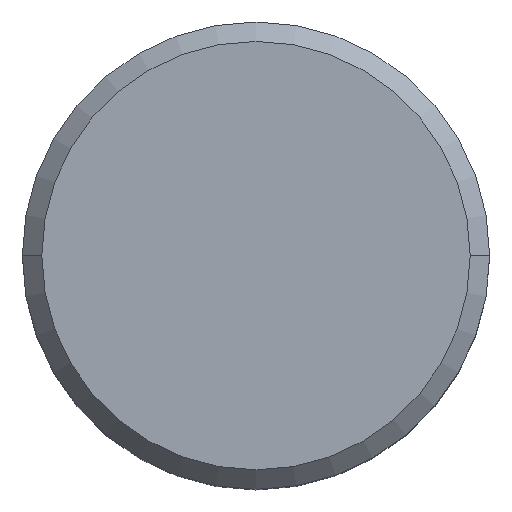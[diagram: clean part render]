
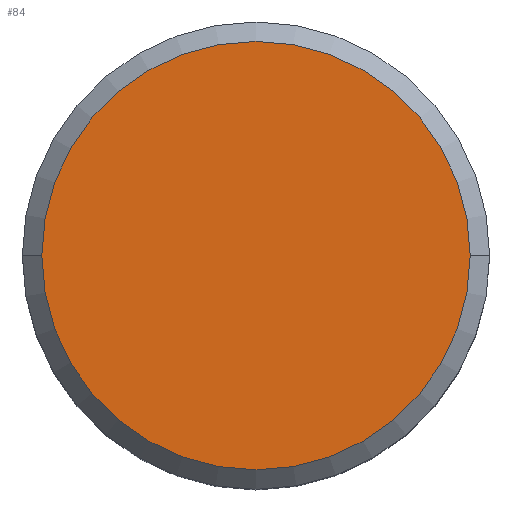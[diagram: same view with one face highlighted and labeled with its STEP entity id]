
A CAD part, top view. The second image highlights one B-rep face of the part: STEP entity #84.
In plain terms, the highlighted planar face has unit normal (0, 0, 1).
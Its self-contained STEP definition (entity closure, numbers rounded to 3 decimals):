
#17 = EDGE_LOOP ( 'NONE', ( #100, #27 ) ) ;
#27 = ORIENTED_EDGE ( 'NONE', *, *, #176, .T. ) ;
#84 = ADVANCED_FACE ( 'NONE', ( #312 ), #342, .T. ) ;
#100 = ORIENTED_EDGE ( 'NONE', *, *, #196, .T. ) ;
#115 = CARTESIAN_POINT ( 'NONE',  ( -5.5, 0., 0. ) ) ;
#117 = CARTESIAN_POINT ( 'NONE',  ( 5.5, 0., 0. ) ) ;
#154 = VERTEX_POINT ( 'NONE', #115 ) ;
#155 = VERTEX_POINT ( 'NONE', #117 ) ;
#176 = EDGE_CURVE ( 'NONE', #155, #154, #410, .T. ) ;
#196 = EDGE_CURVE ( 'NONE', #154, #155, #427, .T. ) ;
#306 = DIRECTION ( 'NONE',  ( 0., 0., 1. ) ) ;
#307 = CARTESIAN_POINT ( 'NONE',  ( 0., 0., 0. ) ) ;
#308 = DIRECTION ( 'NONE',  ( 1., 0., 0. ) ) ;
#312 = FACE_OUTER_BOUND ( 'NONE', #17, .T. ) ;
#318 = AXIS2_PLACEMENT_3D ( 'NONE', #307, #306, #308 ) ;
#342 = PLANE ( 'NONE',  #318 ) ;
#371 = DIRECTION ( 'NONE',  ( 1., 0., 0. ) ) ;
#372 = DIRECTION ( 'NONE',  ( 0., 0., 1. ) ) ;
#373 = CARTESIAN_POINT ( 'NONE',  ( 0., 0., 0. ) ) ;
#374 = AXIS2_PLACEMENT_3D ( 'NONE', #373, #372, #371 ) ;
#399 = DIRECTION ( 'NONE',  ( 1., 0., 0. ) ) ;
#400 = DIRECTION ( 'NONE',  ( 0., 0., 1. ) ) ;
#401 = CARTESIAN_POINT ( 'NONE',  ( 0., 0., 0. ) ) ;
#410 = CIRCLE ( 'NONE', #374, 5.5 ) ;
#427 = CIRCLE ( 'NONE', #429, 5.5 ) ;
#429 = AXIS2_PLACEMENT_3D ( 'NONE', #401, #400, #399 ) ;
